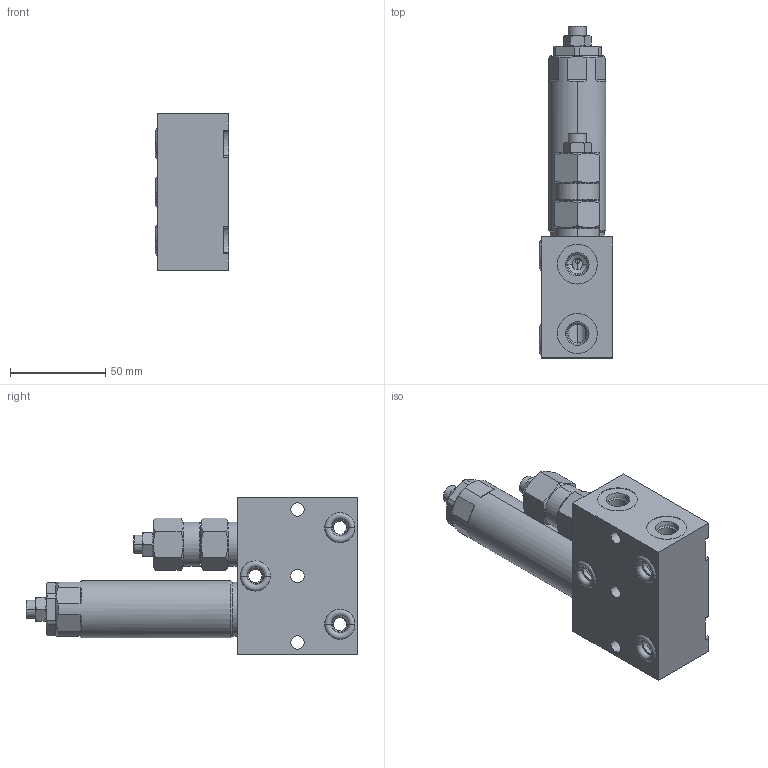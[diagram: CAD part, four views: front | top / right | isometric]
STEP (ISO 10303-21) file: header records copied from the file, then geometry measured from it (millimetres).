
FILE_DESCRIPTION((''),'2;1');
FILE_NAME('ILC70941001','2021-04-28T',('rkuestersteffen'),(''),'PRO/ENGINEER BY PARAMETRIC TECHNOLOGY CORPORATION, 2017170','PRO/ENGINEER BY PARAMETRIC TECHNOLOGY CORPORATION, 2017170','');
FILE_SCHEMA(('AUTOMOTIVE_DESIGN { 1 0 10303 214 1 1 1 1 }'));
Length unit declared in the file: inch
Products named in the file (1): ILC70941001
Bounding box: 38.45 x 174.51 x 82.55 mm (x, y, z)
Volume: 229968.1 mm3; surface area: 64271.9 mm2
Topology: 2 solids, 4 shells, 773 faces, 1982 edges, 1253 vertices
Faces by surface type: cylinder 270, plane 258, cone 160, torus 79, bspline 6
Entity records: 32613 total; most frequent: CARTESIAN_POINT 9857, DIRECTION 4203, ORIENTED_EDGE 3944, EDGE_CURVE 1972, AXIS2_PLACEMENT_3D 1711, VERTEX_POINT 1253, CIRCLE 944, EDGE_LOOP 895
